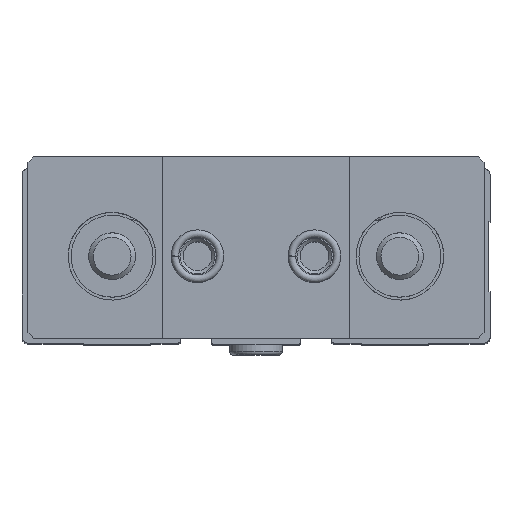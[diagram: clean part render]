
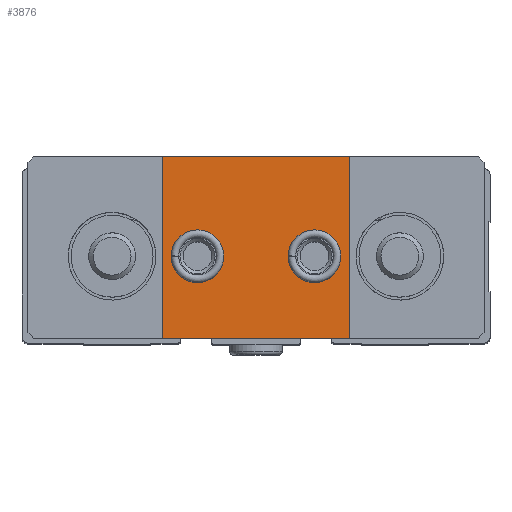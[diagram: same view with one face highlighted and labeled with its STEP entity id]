
A CAD part, top view. The second image highlights one B-rep face of the part: STEP entity #3876.
In plain terms, the highlighted planar face has unit normal (0, 0, 1).
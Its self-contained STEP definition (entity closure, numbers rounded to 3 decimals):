
#449=LINE('',#6568,#701);
#456=LINE('',#6582,#708);
#463=LINE('',#6600,#715);
#464=LINE('',#6601,#716);
#701=VECTOR('',#5324,1000.);
#708=VECTOR('',#5335,1000.);
#715=VECTOR('',#5350,1000.);
#716=VECTOR('',#5351,1000.);
#1452=ORIENTED_EDGE('',*,*,#2140,.F.);
#1453=ORIENTED_EDGE('',*,*,#2141,.F.);
#1454=ORIENTED_EDGE('',*,*,#2133,.T.);
#1455=ORIENTED_EDGE('',*,*,#2142,.T.);
#1456=ORIENTED_EDGE('',*,*,#2126,.T.);
#1457=ORIENTED_EDGE('',*,*,#2143,.T.);
#2126=EDGE_CURVE('',#2545,#2550,#449,.T.);
#2133=EDGE_CURVE('',#2556,#2555,#456,.T.);
#2140=EDGE_CURVE('',#2561,#2561,#2794,.T.);
#2141=EDGE_CURVE('',#2562,#2562,#2795,.T.);
#2142=EDGE_CURVE('',#2555,#2545,#463,.T.);
#2143=EDGE_CURVE('',#2550,#2556,#464,.T.);
#2545=VERTEX_POINT('',#6557);
#2550=VERTEX_POINT('',#6567);
#2555=VERTEX_POINT('',#6581);
#2556=VERTEX_POINT('',#6583);
#2561=VERTEX_POINT('',#6597);
#2562=VERTEX_POINT('',#6599);
#2794=CIRCLE('',#4345,4.5);
#2795=CIRCLE('',#4346,4.5);
#3076=EDGE_LOOP('',(#1452));
#3077=EDGE_LOOP('',(#1453));
#3078=EDGE_LOOP('',(#1454,#1455,#1456,#1457));
#3460=FACE_BOUND('',#3076,.T.);
#3461=FACE_BOUND('',#3077,.T.);
#3462=FACE_BOUND('',#3078,.T.);
#3671=PLANE('',#4344);
#3876=ADVANCED_FACE('',(#3460,#3461,#3462),#3671,.T.);
#4344=AXIS2_PLACEMENT_3D('',#6595,#5344,#5345);
#4345=AXIS2_PLACEMENT_3D('',#6596,#5346,#5347);
#4346=AXIS2_PLACEMENT_3D('',#6598,#5348,#5349);
#5324=DIRECTION('',(-1.,0.,0.));
#5335=DIRECTION('',(1.,0.,0.));
#5344=DIRECTION('',(0.,0.,1.));
#5345=DIRECTION('',(1.,0.,0.));
#5346=DIRECTION('',(0.,0.,1.));
#5347=DIRECTION('',(1.,0.,0.));
#5348=DIRECTION('',(0.,0.,1.));
#5349=DIRECTION('',(1.,0.,0.));
#5350=DIRECTION('',(0.,1.,0.));
#5351=DIRECTION('',(0.,-1.,0.));
#6557=CARTESIAN_POINT('',(16.,17.,22.));
#6567=CARTESIAN_POINT('',(-16.,17.,22.));
#6568=CARTESIAN_POINT('',(39.,17.,22.));
#6581=CARTESIAN_POINT('',(16.,-14.,22.));
#6582=CARTESIAN_POINT('',(-39.,-14.,22.));
#6583=CARTESIAN_POINT('',(-16.,-14.,22.));
#6595=CARTESIAN_POINT('',(0.,0.,22.));
#6596=CARTESIAN_POINT('',(-10.,0.,22.));
#6597=CARTESIAN_POINT('',(-5.5,0.,22.));
#6598=CARTESIAN_POINT('',(10.,0.,22.));
#6599=CARTESIAN_POINT('',(14.5,0.,22.));
#6600=CARTESIAN_POINT('',(16.,0.,22.));
#6601=CARTESIAN_POINT('',(-16.,0.,22.));
